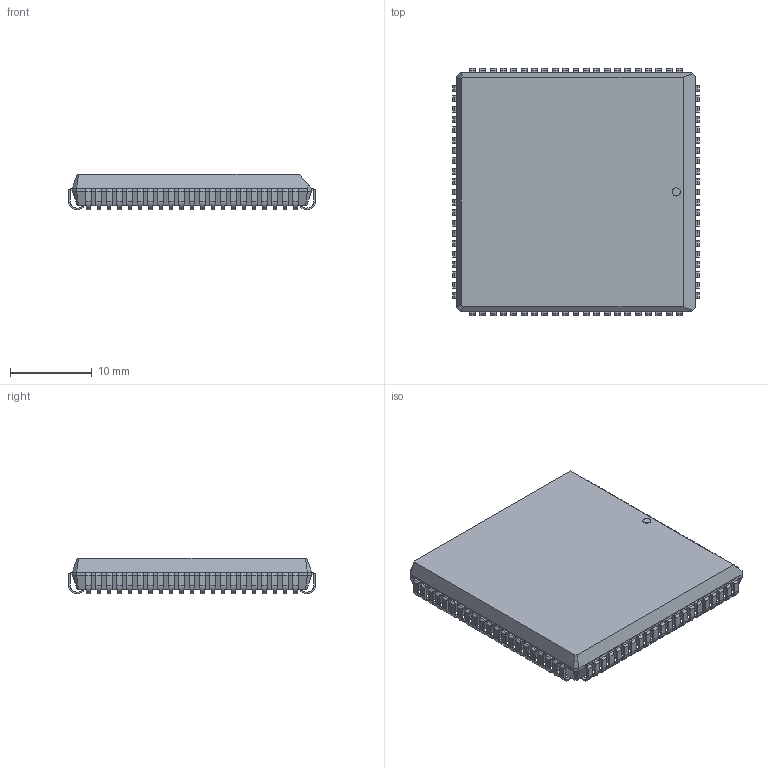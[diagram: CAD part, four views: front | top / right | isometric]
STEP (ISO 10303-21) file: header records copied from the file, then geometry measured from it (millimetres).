
FILE_DESCRIPTION (( 'STEP AP214' ), '1' );
FILE_NAME ('E266B02C-081E-4C49-B564-C5FB02E870DF.STEP', '2024-02-27T17:17:00', ( '' ), ( '' ), 'SwSTEP 2.0', 'SolidWorks 2022', '' );
FILE_SCHEMA (( 'AUTOMOTIVE_DESIGN' ));
Length unit declared in the file: millimetre
Products named in the file (1): E266B02C-081E-4C49-B564-C5FB02E870DF
Bounding box: 30.3 x 30.3 x 4.34 mm (x, y, z)
Volume: 3170.3 mm3; surface area: 2567.5 mm2
Topology: 1 solids, 1 shells, 1329 faces, 3714 edges, 2472 vertices
Faces by surface type: plane 949, cylinder 380
Entity records: 43347 total; most frequent: CARTESIAN_POINT 8524, ORIENTED_EDGE 7428, DIRECTION 7134, EDGE_CURVE 3714, VERTEX_POINT 2472, AXIS2_PLACEMENT_3D 2426, VECTOR 2282, LINE 2282
